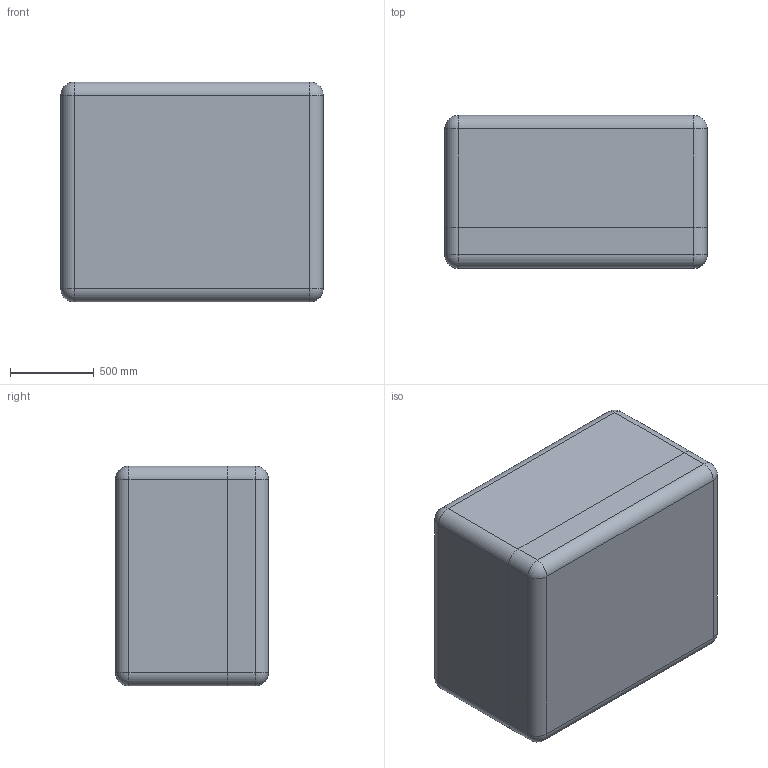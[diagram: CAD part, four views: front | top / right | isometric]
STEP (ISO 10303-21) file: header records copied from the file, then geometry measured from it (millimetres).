
FILE_DESCRIPTION (( 'STEP AP214' ), '1' );
FILE_NAME ('Òðàíñïîðòíûé êîíòåéíåð ÀÄÌÈÐÀË® ÏÐÎÔÅÑÑÈÎÍÀËÜÍÛÅ 246_óïðîùåííàÿ 3D-ìîäåëü.STEP', '2025-09-15T14:20:55', ( '' ), ( '' ), 'SwSTEP 2.0', 'SolidWorks 2021', '' );
FILE_SCHEMA (( 'AUTOMOTIVE_DESIGN' ));
Length unit declared in the file: millimetre
Products named in the file (3): Òðàíñïîðòíûé êîíòåéíåð ÀÄÌÈÐÀË® ÏÐÎÔÅÑÑÈÎÍÀËÜÍÛÅ 246_óïðîùåííàÿ 3D-ìîäåëü; LID_246_摨喈楗狅; Base_245
Assembly tree (2 placements, depth 2):
  Òðàíñïîðòíûé êîíòåéíåð ÀÄÌÈÐÀË® ÏÐÎÔÅÑÑÈÎÍÀËÜÍÛÅ 246_óïðîùåííàÿ 3D-ìîäåëü
    Base_245
    LID_246_摨喈楗狅
Bounding box: 1565.9 x 912.05 x 1312.06 mm (x, y, z)
Volume: 514707401.6 mm3; surface area: 20070564.6 mm2
Topology: 2 solids, 2 shells, 3296 faces, 8202 edges, 4744 vertices
Faces by surface type: cylinder 1336, bspline 908, plane 614, torus 362, sphere 44, cone 32
Entity records: 183571 total; most frequent: CARTESIAN_POINT 112788, ORIENTED_EDGE 16028, DIRECTION 13640, EDGE_CURVE 8014, AXIS2_PLACEMENT_3D 5342, VERTEX_POINT 4744, EDGE_LOOP 3318, FACE_OUTER_BOUND 3296
